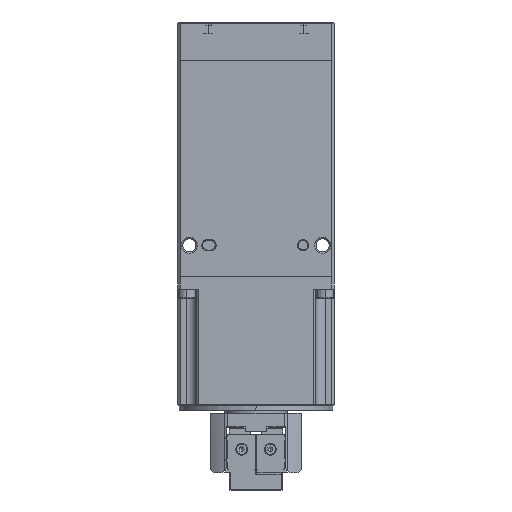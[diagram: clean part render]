
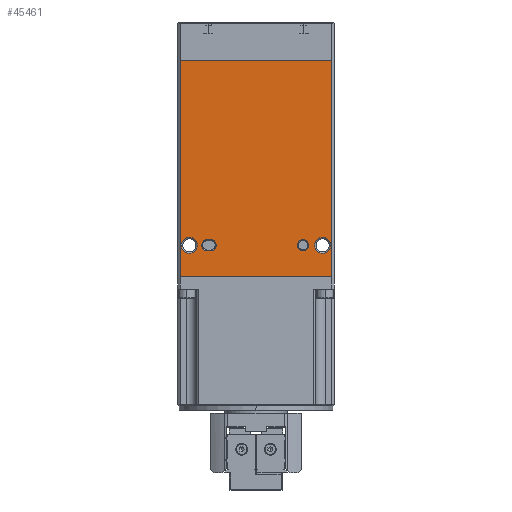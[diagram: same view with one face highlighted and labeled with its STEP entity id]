
A CAD part, left-side view. The second image highlights one B-rep face of the part: STEP entity #45461.
In plain terms, the highlighted planar face has unit normal (-1, 0, 0).
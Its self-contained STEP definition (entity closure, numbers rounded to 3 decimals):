
#219 = DIRECTION ( 'NONE',  ( 1., 0., 0. ) ) ;
#585 = CARTESIAN_POINT ( 'NONE',  ( -25., -24., 97.253 ) ) ;
#1468 = EDGE_LOOP ( 'NONE', ( #1581, #8878 ) ) ;
#1581 = ORIENTED_EDGE ( 'NONE', *, *, #39891, .F. ) ;
#1955 = CIRCLE ( 'NONE', #43176, 2.525 ) ;
#2429 = ORIENTED_EDGE ( 'NONE', *, *, #14877, .F. ) ;
#2805 = DIRECTION ( 'NONE',  ( 0., -1., 0. ) ) ;
#3702 = AXIS2_PLACEMENT_3D ( 'NONE', #21468, #33855, #49279 ) ;
#3922 = DIRECTION ( 'NONE',  ( 0., 0., 1. ) ) ;
#4256 = FACE_BOUND ( 'NONE', #1468, .T. ) ;
#4264 = VERTEX_POINT ( 'NONE', #36749 ) ;
#4898 = CARTESIAN_POINT ( 'NONE',  ( -25., 25., 40.053 ) ) ;
#4950 = DIRECTION ( 'NONE',  ( 0., -1., 0. ) ) ;
#6026 = VERTEX_POINT ( 'NONE', #13373 ) ;
#6737 = CARTESIAN_POINT ( 'NONE',  ( -25., 14.5, 38.253 ) ) ;
#7514 = VERTEX_POINT ( 'NONE', #25060 ) ;
#7952 = VERTEX_POINT ( 'NONE', #25242 ) ;
#8010 = EDGE_LOOP ( 'NONE', ( #2429, #12302 ) ) ;
#8485 = DIRECTION ( 'NONE',  ( 0., 0., 1. ) ) ;
#8721 = LINE ( 'NONE', #8963, #32818 ) ;
#8878 = ORIENTED_EDGE ( 'NONE', *, *, #14778, .F. ) ;
#8963 = CARTESIAN_POINT ( 'NONE',  ( -25., -24., 28.253 ) ) ;
#9058 = VERTEX_POINT ( 'NONE', #47235 ) ;
#10914 = CARTESIAN_POINT ( 'NONE',  ( -25., -21.25, 38.253 ) ) ;
#12302 = ORIENTED_EDGE ( 'NONE', *, *, #19843, .F. ) ;
#12948 = VERTEX_POINT ( 'NONE', #24577 ) ;
#13127 = CARTESIAN_POINT ( 'NONE',  ( -25., -21.25, 40.778 ) ) ;
#13373 = CARTESIAN_POINT ( 'NONE',  ( -25., 21.25, 40.778 ) ) ;
#14778 = EDGE_CURVE ( 'NONE', #4264, #6026, #43065, .T. ) ;
#14877 = EDGE_CURVE ( 'NONE', #16870, #9058, #44664, .T. ) ;
#15150 = FACE_OUTER_BOUND ( 'NONE', #36165, .T. ) ;
#15533 = DIRECTION ( 'NONE',  ( -1., 0., 0. ) ) ;
#15910 = FACE_BOUND ( 'NONE', #17116, .T. ) ;
#15980 = EDGE_CURVE ( 'NONE', #7514, #32220, #8721, .T. ) ;
#16870 = VERTEX_POINT ( 'NONE', #22146 ) ;
#16875 = EDGE_CURVE ( 'NONE', #46343, #7952, #48235, .T. ) ;
#17116 = EDGE_LOOP ( 'NONE', ( #20820, #17230, #30138, #48687 ) ) ;
#17205 = AXIS2_PLACEMENT_3D ( 'NONE', #30735, #35718, #3922 ) ;
#17230 = ORIENTED_EDGE ( 'NONE', *, *, #47984, .F. ) ;
#17315 = DIRECTION ( 'NONE',  ( 0., 0., 1. ) ) ;
#17596 = AXIS2_PLACEMENT_3D ( 'NONE', #41735, #38630, #35081 ) ;
#18961 = DIRECTION ( 'NONE',  ( 0., 1., 0. ) ) ;
#19075 = DIRECTION ( 'NONE',  ( 0., 1., 0. ) ) ;
#19271 = CARTESIAN_POINT ( 'NONE',  ( -25., -21.25, 35.728 ) ) ;
#19707 = FACE_BOUND ( 'NONE', #8010, .T. ) ;
#19843 = EDGE_CURVE ( 'NONE', #9058, #16870, #45857, .T. ) ;
#20001 = VECTOR ( 'NONE', #31949, 1000. ) ;
#20742 = CARTESIAN_POINT ( 'NONE',  ( -25., 24., 28.253 ) ) ;
#20820 = ORIENTED_EDGE ( 'NONE', *, *, #27771, .F. ) ;
#21269 = AXIS2_PLACEMENT_3D ( 'NONE', #48330, #32894, #47824 ) ;
#21348 = LINE ( 'NONE', #33233, #46604 ) ;
#21468 = CARTESIAN_POINT ( 'NONE',  ( -25., 21.25, 38.253 ) ) ;
#21648 = DIRECTION ( 'NONE',  ( 0., 0., 1. ) ) ;
#21801 = VERTEX_POINT ( 'NONE', #20742 ) ;
#22146 = CARTESIAN_POINT ( 'NONE',  ( -25., -15., 40.053 ) ) ;
#22342 = CARTESIAN_POINT ( 'NONE',  ( -25., 15.5, 38.253 ) ) ;
#22423 = EDGE_CURVE ( 'NONE', #25178, #32220, #38631, .T. ) ;
#24577 = CARTESIAN_POINT ( 'NONE',  ( -25., 15.5, 36.453 ) ) ;
#25060 = CARTESIAN_POINT ( 'NONE',  ( -25., -24., 28.253 ) ) ;
#25170 = CARTESIAN_POINT ( 'NONE',  ( -25., 24., 97.253 ) ) ;
#25178 = VERTEX_POINT ( 'NONE', #25170 ) ;
#25242 = CARTESIAN_POINT ( 'NONE',  ( -25., 14.5, 40.053 ) ) ;
#25696 = VECTOR ( 'NONE', #19075, 1000. ) ;
#25959 = VERTEX_POINT ( 'NONE', #27047 ) ;
#26613 = EDGE_CURVE ( 'NONE', #7514, #21801, #30436, .T. ) ;
#26811 = DIRECTION ( 'NONE',  ( 0., 0., 1. ) ) ;
#26934 = EDGE_CURVE ( 'NONE', #12948, #46343, #37473, .T. ) ;
#27047 = CARTESIAN_POINT ( 'NONE',  ( -25., 15.5, 40.053 ) ) ;
#27498 = PLANE ( 'NONE',  #44034 ) ;
#27771 = EDGE_CURVE ( 'NONE', #25959, #12948, #41993, .T. ) ;
#28265 = ORIENTED_EDGE ( 'NONE', *, *, #22423, .F. ) ;
#28825 = ORIENTED_EDGE ( 'NONE', *, *, #44521, .F. ) ;
#30108 = CARTESIAN_POINT ( 'NONE',  ( -25., 25., 36.453 ) ) ;
#30138 = ORIENTED_EDGE ( 'NONE', *, *, #16875, .F. ) ;
#30184 = DIRECTION ( 'NONE',  ( 0., 0., 1. ) ) ;
#30436 = LINE ( 'NONE', #49657, #25696 ) ;
#30735 = CARTESIAN_POINT ( 'NONE',  ( -25., 21.25, 38.253 ) ) ;
#31014 = ORIENTED_EDGE ( 'NONE', *, *, #15980, .T. ) ;
#31949 = DIRECTION ( 'NONE',  ( 0., 1., 0. ) ) ;
#32055 = DIRECTION ( 'NONE',  ( 0., 0., 1. ) ) ;
#32220 = VERTEX_POINT ( 'NONE', #585 ) ;
#32281 = ORIENTED_EDGE ( 'NONE', *, *, #26613, .F. ) ;
#32552 = CARTESIAN_POINT ( 'NONE',  ( -25., -21.25, 38.253 ) ) ;
#32818 = VECTOR ( 'NONE', #8485, 1000. ) ;
#32894 = DIRECTION ( 'NONE',  ( -1., 0., 0. ) ) ;
#33233 = CARTESIAN_POINT ( 'NONE',  ( -25., 24., 28.253 ) ) ;
#33855 = DIRECTION ( 'NONE',  ( -1., 0., 0. ) ) ;
#34209 = EDGE_CURVE ( 'NONE', #45135, #42655, #39199, .T. ) ;
#34619 = CARTESIAN_POINT ( 'NONE',  ( -25., 25., 28.253 ) ) ;
#35081 = DIRECTION ( 'NONE',  ( 0., 0., 1. ) ) ;
#35485 = VECTOR ( 'NONE', #2805, 1000. ) ;
#35718 = DIRECTION ( 'NONE',  ( -1., 0., 0. ) ) ;
#36111 = AXIS2_PLACEMENT_3D ( 'NONE', #6737, #49219, #21648 ) ;
#36165 = EDGE_LOOP ( 'NONE', ( #38188, #32281, #31014, #28265 ) ) ;
#36749 = CARTESIAN_POINT ( 'NONE',  ( -25., 21.25, 35.728 ) ) ;
#37473 = LINE ( 'NONE', #30108, #35485 ) ;
#38188 = ORIENTED_EDGE ( 'NONE', *, *, #47767, .F. ) ;
#38630 = DIRECTION ( 'NONE',  ( -1., 0., 0. ) ) ;
#38631 = LINE ( 'NONE', #46703, #45923 ) ;
#38751 = CARTESIAN_POINT ( 'NONE',  ( -25., 14.5, 36.453 ) ) ;
#39199 = CIRCLE ( 'NONE', #45643, 2.525 ) ;
#39478 = ORIENTED_EDGE ( 'NONE', *, *, #34209, .F. ) ;
#39560 = AXIS2_PLACEMENT_3D ( 'NONE', #22342, #15533, #30184 ) ;
#39891 = EDGE_CURVE ( 'NONE', #6026, #4264, #42502, .T. ) ;
#41735 = CARTESIAN_POINT ( 'NONE',  ( -25., -15., 38.253 ) ) ;
#41993 = CIRCLE ( 'NONE', #39560, 1.8 ) ;
#42502 = CIRCLE ( 'NONE', #3702, 2.525 ) ;
#42655 = VERTEX_POINT ( 'NONE', #13127 ) ;
#43065 = CIRCLE ( 'NONE', #17205, 2.525 ) ;
#43176 = AXIS2_PLACEMENT_3D ( 'NONE', #10914, #45293, #26811 ) ;
#44034 = AXIS2_PLACEMENT_3D ( 'NONE', #34619, #219, #18961 ) ;
#44215 = EDGE_LOOP ( 'NONE', ( #28825, #39478 ) ) ;
#44521 = EDGE_CURVE ( 'NONE', #42655, #45135, #1955, .T. ) ;
#44664 = CIRCLE ( 'NONE', #21269, 1.8 ) ;
#45135 = VERTEX_POINT ( 'NONE', #19271 ) ;
#45293 = DIRECTION ( 'NONE',  ( -1., 0., 0. ) ) ;
#45461 = ADVANCED_FACE ( 'NONE', ( #15150, #4256, #46246, #19707, #15910 ), #27498, .F. ) ;
#45643 = AXIS2_PLACEMENT_3D ( 'NONE', #32552, #47982, #32055 ) ;
#45857 = CIRCLE ( 'NONE', #17596, 1.8 ) ;
#45923 = VECTOR ( 'NONE', #4950, 1000. ) ;
#46246 = FACE_BOUND ( 'NONE', #44215, .T. ) ;
#46343 = VERTEX_POINT ( 'NONE', #38751 ) ;
#46401 = LINE ( 'NONE', #4898, #20001 ) ;
#46604 = VECTOR ( 'NONE', #17315, 1000. ) ;
#46703 = CARTESIAN_POINT ( 'NONE',  ( -25., 25., 97.253 ) ) ;
#47235 = CARTESIAN_POINT ( 'NONE',  ( -25., -15., 36.453 ) ) ;
#47767 = EDGE_CURVE ( 'NONE', #21801, #25178, #21348, .T. ) ;
#47824 = DIRECTION ( 'NONE',  ( 0., 0., 1. ) ) ;
#47982 = DIRECTION ( 'NONE',  ( -1., 0., 0. ) ) ;
#47984 = EDGE_CURVE ( 'NONE', #7952, #25959, #46401, .T. ) ;
#48235 = CIRCLE ( 'NONE', #36111, 1.8 ) ;
#48330 = CARTESIAN_POINT ( 'NONE',  ( -25., -15., 38.253 ) ) ;
#48687 = ORIENTED_EDGE ( 'NONE', *, *, #26934, .F. ) ;
#49219 = DIRECTION ( 'NONE',  ( -1., 0., 0. ) ) ;
#49279 = DIRECTION ( 'NONE',  ( 0., 0., 1. ) ) ;
#49657 = CARTESIAN_POINT ( 'NONE',  ( -25., 25., 28.253 ) ) ;
